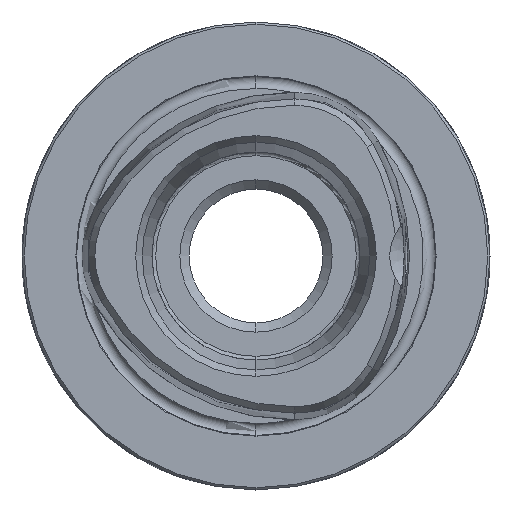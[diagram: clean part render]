
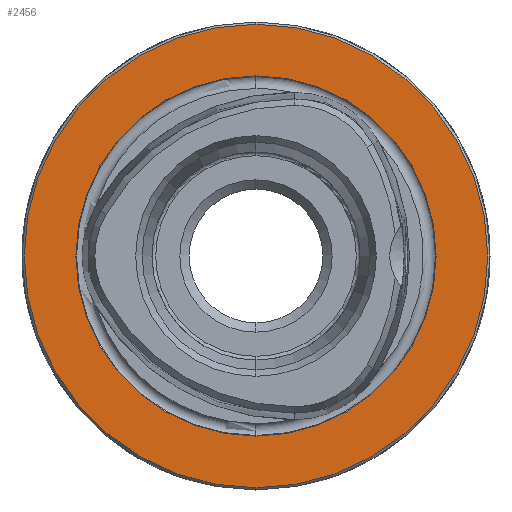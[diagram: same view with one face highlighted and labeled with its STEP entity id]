
A CAD part, left-side view. The second image highlights one B-rep face of the part: STEP entity #2456.
In plain terms, the highlighted planar face has unit normal (-1, 0, 0).
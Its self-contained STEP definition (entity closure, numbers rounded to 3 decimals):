
#218 = CIRCLE ( 'NONE', #6100, 31.2 ) ;
#340 = EDGE_CURVE ( 'NONE', #6248, #4790, #4497, .T. ) ;
#408 = CARTESIAN_POINT ( 'NONE',  ( 0., 0., -24.25 ) ) ;
#424 = CARTESIAN_POINT ( 'NONE',  ( 0., 0., -31.2 ) ) ;
#477 = CARTESIAN_POINT ( 'NONE',  ( 0., 0., 31.2 ) ) ;
#725 = FACE_OUTER_BOUND ( 'NONE', #4939, .T. ) ;
#830 = DIRECTION ( 'NONE',  ( 0., 0., 1. ) ) ;
#1091 = CARTESIAN_POINT ( 'NONE',  ( 0., 0., 0. ) ) ;
#1353 = CARTESIAN_POINT ( 'NONE',  ( 0., 0., 0. ) ) ;
#1563 = DIRECTION ( 'NONE',  ( 0., 0., 1. ) ) ;
#1643 = VERTEX_POINT ( 'NONE', #424 ) ;
#1814 = CIRCLE ( 'NONE', #4942, 24.25 ) ;
#2456 = ADVANCED_FACE ( 'NONE', ( #6447, #725 ), #4171, .F. ) ;
#2661 = AXIS2_PLACEMENT_3D ( 'NONE', #5427, #3755, #1563 ) ;
#2736 = DIRECTION ( 'NONE',  ( 0., 0., 1. ) ) ;
#2843 = VERTEX_POINT ( 'NONE', #477 ) ;
#3135 = ORIENTED_EDGE ( 'NONE', *, *, #340, .F. ) ;
#3136 = DIRECTION ( 'NONE',  ( 1., 0., 0. ) ) ;
#3336 = CIRCLE ( 'NONE', #2661, 31.2 ) ;
#3551 = ORIENTED_EDGE ( 'NONE', *, *, #6890, .F. ) ;
#3724 = DIRECTION ( 'NONE',  ( -1., 0., 0. ) ) ;
#3755 = DIRECTION ( 'NONE',  ( -1., 0., 0. ) ) ;
#3851 = CARTESIAN_POINT ( 'NONE',  ( 0., 0., 0. ) ) ;
#3999 = AXIS2_PLACEMENT_3D ( 'NONE', #4717, #3136, #6364 ) ;
#4055 = ORIENTED_EDGE ( 'NONE', *, *, #4929, .T. ) ;
#4171 = PLANE ( 'NONE',  #3999 ) ;
#4226 = AXIS2_PLACEMENT_3D ( 'NONE', #1091, #3724, #5341 ) ;
#4332 = DIRECTION ( 'NONE',  ( -1., 0., 0. ) ) ;
#4497 = CIRCLE ( 'NONE', #4226, 24.25 ) ;
#4505 = CARTESIAN_POINT ( 'NONE',  ( 0., 0., 24.25 ) ) ;
#4717 = CARTESIAN_POINT ( 'NONE',  ( 0., 24.25, 0. ) ) ;
#4790 = VERTEX_POINT ( 'NONE', #4505 ) ;
#4929 = EDGE_CURVE ( 'NONE', #2843, #1643, #218, .T. ) ;
#4939 = EDGE_LOOP ( 'NONE', ( #6597, #4055 ) ) ;
#4942 = AXIS2_PLACEMENT_3D ( 'NONE', #3851, #4332, #2736 ) ;
#5163 = DIRECTION ( 'NONE',  ( -1., 0., 0. ) ) ;
#5341 = DIRECTION ( 'NONE',  ( 0., 0., 1. ) ) ;
#5427 = CARTESIAN_POINT ( 'NONE',  ( 0., 0., 0. ) ) ;
#5732 = EDGE_CURVE ( 'NONE', #1643, #2843, #3336, .T. ) ;
#5999 = EDGE_LOOP ( 'NONE', ( #3551, #3135 ) ) ;
#6100 = AXIS2_PLACEMENT_3D ( 'NONE', #1353, #5163, #830 ) ;
#6248 = VERTEX_POINT ( 'NONE', #408 ) ;
#6364 = DIRECTION ( 'NONE',  ( 0., 0., -1. ) ) ;
#6447 = FACE_BOUND ( 'NONE', #5999, .T. ) ;
#6597 = ORIENTED_EDGE ( 'NONE', *, *, #5732, .T. ) ;
#6890 = EDGE_CURVE ( 'NONE', #4790, #6248, #1814, .T. ) ;
